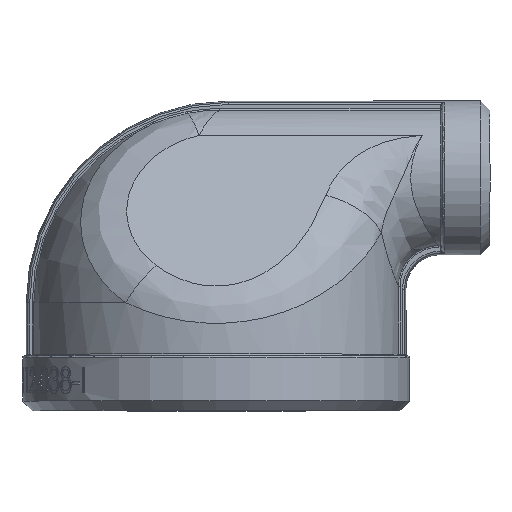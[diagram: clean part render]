
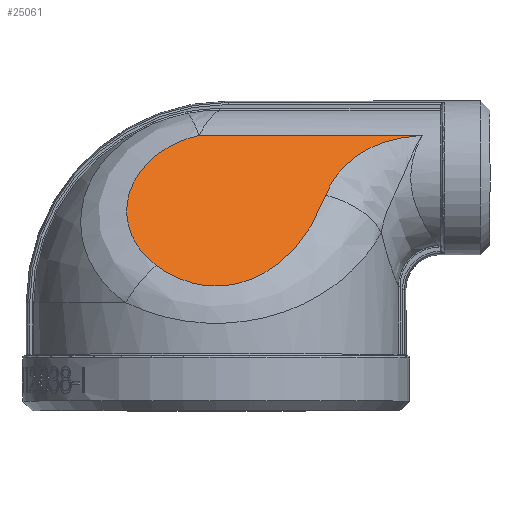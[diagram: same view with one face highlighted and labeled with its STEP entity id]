
A CAD part, top view. The second image highlights one B-rep face of the part: STEP entity #25061.
In plain terms, the highlighted planar face has unit normal (0, 0.605, 0.796).
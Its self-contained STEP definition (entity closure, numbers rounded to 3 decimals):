
#146 = CARTESIAN_POINT ( 'NONE',  ( 20., 6.203, 8.16 ) ) ;
#159 = LINE ( 'NONE', #146, #5057 ) ;
#166 = DIRECTION ( 'NONE',  ( 1., 0., 0. ) ) ;
#5057 = VECTOR ( 'NONE', #166, 1000. ) ;
#6376 = EDGE_LOOP ( 'NONE', ( #10183, #10196, #10137, #10135 ) ) ;
#6716 = AXIS2_PLACEMENT_3D ( 'NONE', #11019, #11050, #11060 ) ;
#7713 = B_SPLINE_CURVE_WITH_KNOTS ( 'NONE', 3,
 ( #21301, #21264, #21266, #21268, #21282, #21284, #21269, #21302, #21285, #21305, #21270, #21307, #21286, #21288, #21298, #21271, #21274 ),
 .UNSPECIFIED., .F., .F.,
 ( 4, 2, 1, 1, 1, 1, 1, 1, 1, 1, 1, 1, 1, 4 ),
 ( -0.002, 0., 0.095, 0.19, 0.285, 0.38, 0.57, 0.76, 0.95, 1.141, 1.331, 1.521, 1.711, 1.901 ),
 .UNSPECIFIED. ) ;
#7767 = B_SPLINE_CURVE_WITH_KNOTS ( 'NONE', 3,
 ( #21466, #21513, #21504, #21519, #21478, #21499, #21491 ),
 .UNSPECIFIED., .F., .F.,
 ( 4, 1, 1, 1, 4 ),
 ( 0., 0.427, 1.282, 2.136, 2.991 ),
 .UNSPECIFIED. ) ;
#8687 = VERTEX_POINT ( 'NONE', #20939 ) ;
#8737 = VERTEX_POINT ( 'NONE', #20999 ) ;
#8770 = VERTEX_POINT ( 'NONE', #21021 ) ;
#8819 = VERTEX_POINT ( 'NONE', #21041 ) ;
#10135 = ORIENTED_EDGE ( 'NONE', *, *, #23125, .F. ) ;
#10137 = ORIENTED_EDGE ( 'NONE', *, *, #23113, .F. ) ;
#10183 = ORIENTED_EDGE ( 'NONE', *, *, #23083, .F. ) ;
#10196 = ORIENTED_EDGE ( 'NONE', *, *, #23432, .F. ) ;
#11019 = CARTESIAN_POINT ( 'NONE',  ( 40., 6.203, 8.16 ) ) ;
#11040 = FACE_OUTER_BOUND ( 'NONE', #6376, .T. ) ;
#11050 = DIRECTION ( 'NONE',  ( 0., -0.605, -0.796 ) ) ;
#11060 = DIRECTION ( 'NONE',  ( 0., -0.796, 0.605 ) ) ;
#11072 = PLANE ( 'NONE',  #6716 ) ;
#14227 =( BOUNDED_CURVE ( )  B_SPLINE_CURVE ( 3, ( #21529, #21544, #21542, #21558 ),
 .UNSPECIFIED., .F., .T. ) 
 B_SPLINE_CURVE_WITH_KNOTS ( ( 4, 4 ),
 ( 5.159, 6.799 ),
 .UNSPECIFIED. ) 
 CURVE ( )  GEOMETRIC_REPRESENTATION_ITEM ( )  RATIONAL_B_SPLINE_CURVE ( ( 1., 0.788, 0.788, 1. ) ) 
 REPRESENTATION_ITEM ( '' )  );
#20939 = CARTESIAN_POINT ( 'NONE',  ( 30.087, 6.203, 8.16 ) ) ;
#20999 = CARTESIAN_POINT ( 'NONE',  ( -2.483, 6.203, 8.16 ) ) ;
#21021 = CARTESIAN_POINT ( 'NONE',  ( 16.011, -2.566, 14.827 ) ) ;
#21041 = CARTESIAN_POINT ( 'NONE',  ( -8.748, -12.803, 22.609 ) ) ;
#21264 = CARTESIAN_POINT ( 'NONE',  ( 30.08, 6.203, 8.16 ) ) ;
#21266 = CARTESIAN_POINT ( 'NONE',  ( 30.074, 6.202, 8.161 ) ) ;
#21268 = CARTESIAN_POINT ( 'NONE',  ( 29.753, 6.171, 8.185 ) ) ;
#21269 = CARTESIAN_POINT ( 'NONE',  ( 27.247, 5.866, 8.416 ) ) ;
#21270 = CARTESIAN_POINT ( 'NONE',  ( 21.224, 3.686, 10.074 ) ) ;
#21271 = CARTESIAN_POINT ( 'NONE',  ( 16.187, -2.082, 14.458 ) ) ;
#21274 = CARTESIAN_POINT ( 'NONE',  ( 16.011, -2.566, 14.827 ) ) ;
#21282 = CARTESIAN_POINT ( 'NONE',  ( 29.124, 6.108, 8.232 ) ) ;
#21284 = CARTESIAN_POINT ( 'NONE',  ( 28.183, 6., 8.314 ) ) ;
#21285 = CARTESIAN_POINT ( 'NONE',  ( 24.506, 5.227, 8.902 ) ) ;
#21286 = CARTESIAN_POINT ( 'NONE',  ( 18.539, 1.511, 11.727 ) ) ;
#21288 = CARTESIAN_POINT ( 'NONE',  ( 17.478, 0.246, 12.689 ) ) ;
#21298 = CARTESIAN_POINT ( 'NONE',  ( 16.615, -1.125, 13.731 ) ) ;
#21301 = CARTESIAN_POINT ( 'NONE',  ( 30.087, 6.203, 8.16 ) ) ;
#21302 = CARTESIAN_POINT ( 'NONE',  ( 26.013, 5.635, 8.592 ) ) ;
#21305 = CARTESIAN_POINT ( 'NONE',  ( 22.801, 4.544, 9.421 ) ) ;
#21307 = CARTESIAN_POINT ( 'NONE',  ( 19.787, 2.661, 10.852 ) ) ;
#21466 = CARTESIAN_POINT ( 'NONE',  ( -8.748, -12.803, 22.609 ) ) ;
#21478 = CARTESIAN_POINT ( 'NONE',  ( -10.219, 3.027, 10.575 ) ) ;
#21491 = CARTESIAN_POINT ( 'NONE',  ( -2.483, 6.203, 8.16 ) ) ;
#21499 = CARTESIAN_POINT ( 'NONE',  ( -5.216, 5.567, 8.644 ) ) ;
#21504 = CARTESIAN_POINT ( 'NONE',  ( -12.451, -9.31, 19.953 ) ) ;
#21513 = CARTESIAN_POINT ( 'NONE',  ( -9.788, -12.029, 22.02 ) ) ;
#21519 = CARTESIAN_POINT ( 'NONE',  ( -13.854, -3.472, 15.515 ) ) ;
#21529 = CARTESIAN_POINT ( 'NONE',  ( 16.011, -2.566, 14.827 ) ) ;
#21542 = CARTESIAN_POINT ( 'NONE',  ( 0.802, -19.919, 28.019 ) ) ;
#21544 = CARTESIAN_POINT ( 'NONE',  ( 11.273, -15.59, 24.727 ) ) ;
#21558 = CARTESIAN_POINT ( 'NONE',  ( -8.748, -12.803, 22.609 ) ) ;
#23083 = EDGE_CURVE ( 'NONE', #8687, #8770, #7713, .T. ) ;
#23113 = EDGE_CURVE ( 'NONE', #8819, #8737, #7767, .T. ) ;
#23125 = EDGE_CURVE ( 'NONE', #8770, #8819, #14227, .T. ) ;
#23432 = EDGE_CURVE ( 'NONE', #8737, #8687, #159, .T. ) ;
#25061 = ADVANCED_FACE ( 'NONE', ( #11040 ), #11072, .F. ) ;
